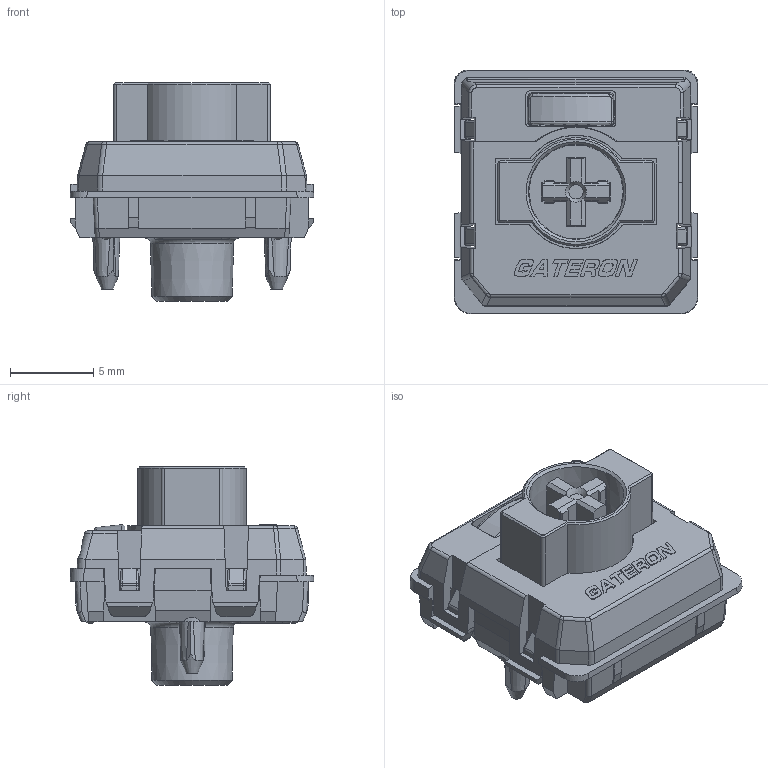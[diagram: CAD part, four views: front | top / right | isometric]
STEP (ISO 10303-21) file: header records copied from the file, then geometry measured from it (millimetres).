
FILE_DESCRIPTION(/* description */ (''),/* implementation_level */ '2;1');
FILE_NAME(/* name */ 'KS-33D-FB.stp',/* time_stamp */ '2024-09-20T17:08:36+08:00',/* author */ (''),/* organization */ (''),/* preprocessor_version */ 'ST-DEVELOPER v11',/* originating_system */ 'SIEMENS UGS NX 6.0',/* authorisation */ '');
FILE_SCHEMA (('CONFIG_CONTROL_DESIGN'));
Length unit declared in the file: millimetre
Products named in the file (1): RD-005E93sv4
Bounding box: 14.6 x 14.6 x 13.1 mm (x, y, z)
Volume: 1154.4 mm3; surface area: 1352.7 mm2
Topology: 1 solids, 1 shells, 737 faces, 2051 edges, 1333 vertices
Faces by surface type: plane 480, cylinder 104, extrusion 91, bspline 34, cone 22, torus 3, sphere 2, revolution 1
Entity records: 25163 total; most frequent: CARTESIAN_POINT 7060, ORIENTED_EDGE 4064, DIRECTION 3171, EDGE_CURVE 2032, VECTOR 1408, VERTEX_POINT 1328, LINE 1317, AXIS2_PLACEMENT_3D 881
